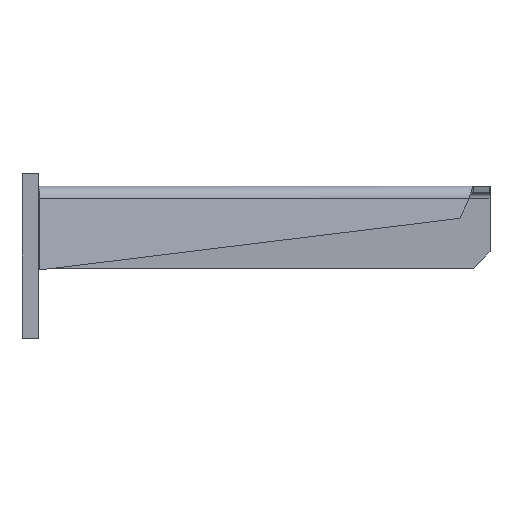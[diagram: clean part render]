
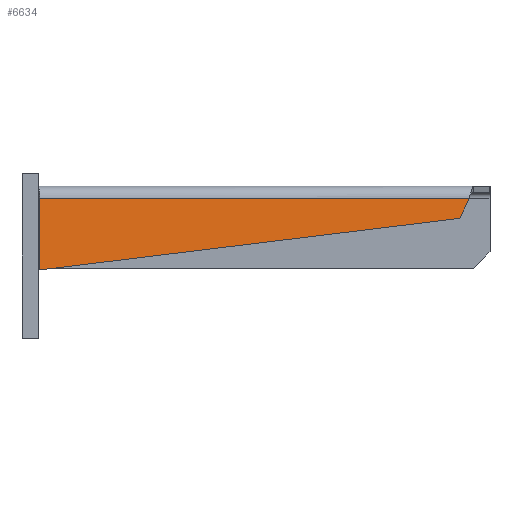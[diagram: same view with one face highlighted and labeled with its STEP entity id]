
A CAD part, front view. The second image highlights one B-rep face of the part: STEP entity #6634.
In plain terms, the highlighted planar face has unit normal (0.179, -0.984, 0).
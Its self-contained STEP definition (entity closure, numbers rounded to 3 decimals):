
#1153=DIRECTION('',(-0.984,-0.179,0.));
#1154=VECTOR('',#1153,106.259);
#1155=CARTESIAN_POINT('',(104.882,-9.413,-3.));
#1156=LINE('',#1155,#1154);
#1157=DIRECTION('',(0.42,0.076,0.904));
#1158=VECTOR('',#1157,5.346);
#1159=CARTESIAN_POINT('',(102.635,-9.821,
-7.834));
#1160=LINE('',#1159,#1158);
#1161=DIRECTION('',(0.977,0.177,0.12));
#1162=VECTOR('',#1161,104.82);
#1163=CARTESIAN_POINT('',(0.245,-28.407,
-20.403));
#1164=LINE('',#1163,#1162);
#1165=DIRECTION('',(-0.005,-0.001,-1.));
#1166=VECTOR('',#1165,17.403);
#1167=CARTESIAN_POINT('',(0.331,-28.392,-3.));
#1168=LINE('',#1167,#1166);
#5033=CARTESIAN_POINT('',(0.245,-28.407,
-20.403));
#5035=VERTEX_POINT('',#5033);
#5764=CARTESIAN_POINT('',(104.882,-9.413,-3.));
#5765=CARTESIAN_POINT('',(0.331,-28.392,-3.));
#5766=VERTEX_POINT('',#5764);
#5767=VERTEX_POINT('',#5765);
#5779=CARTESIAN_POINT('',(102.635,-9.821,
-7.834));
#5780=VERTEX_POINT('',#5779);
#6620=CARTESIAN_POINT('',(5.,-27.544,25.411));
#6621=DIRECTION('',(-0.179,0.984,0.));
#6622=DIRECTION('',(-0.968,-0.176,0.179));
#6623=AXIS2_PLACEMENT_3D('',#6620,#6621,#6622);
#6624=PLANE('',#6623);
#6626=ORIENTED_EDGE('',*,*,#6625,.F.);
#6628=ORIENTED_EDGE('',*,*,#6627,.F.);
#6630=ORIENTED_EDGE('',*,*,#6629,.F.);
#6631=ORIENTED_EDGE('',*,*,#6610,.F.);
#6632=EDGE_LOOP('',(#6626,#6628,#6630,#6631));
#6633=FACE_OUTER_BOUND('',#6632,.F.);
#6634=ADVANCED_FACE('',(#6633),#6624,.F.);
#6610=EDGE_CURVE('',#5767,#5035,#1168,.T.);
#6625=EDGE_CURVE('',#5766,#5767,#1156,.T.);
#6627=EDGE_CURVE('',#5780,#5766,#1160,.T.);
#6629=EDGE_CURVE('',#5035,#5780,#1164,.T.);
